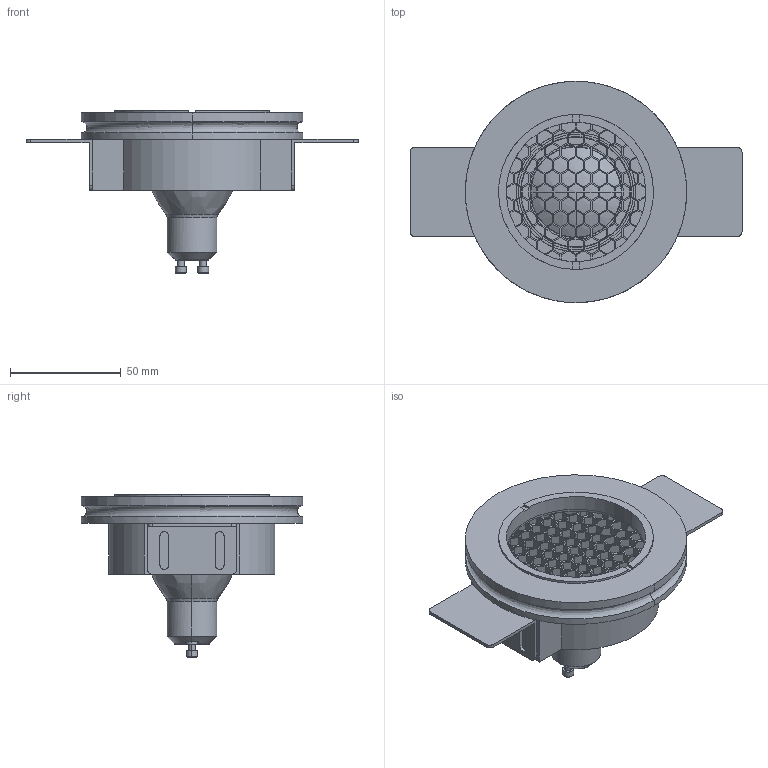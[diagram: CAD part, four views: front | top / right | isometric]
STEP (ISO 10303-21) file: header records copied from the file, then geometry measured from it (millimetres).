
FILE_DESCRIPTION(/* description */ (''),/* implementation_level */ '2;1');
FILE_NAME(/* name */ 'T384_Phocis',/* time_stamp */ '2022-03-24T14:59:11+01:00',/* author */ (''),/* organization */ (''),/* preprocessor_version */ 'ST-DEVELOPER v16.5',/* originating_system */ '',/* authorisation */ '');
FILE_SCHEMA (('AUTOMOTIVE_DESIGN'));
Length unit declared in the file: millimetre
Products named in the file (1): Document
Bounding box: 150 x 100 x 73.5 mm (x, y, z)
Volume: 148902.2 mm3; surface area: 69576.3 mm2
Topology: 10 solids, 10 shells, 805 faces, 2273 edges, 1491 vertices
Faces by surface type: plane 654, bspline 151
Entity records: 24732 total; most frequent: CARTESIAN_POINT 9753, ORIENTED_EDGE 4526, EDGE_CURVE 2263, B_SPLINE_CURVE_WITH_KNOTS 1890, VERTEX_POINT 1491, EDGE_LOOP 954, ADVANCED_FACE 805, FACE_OUTER_BOUND 805
